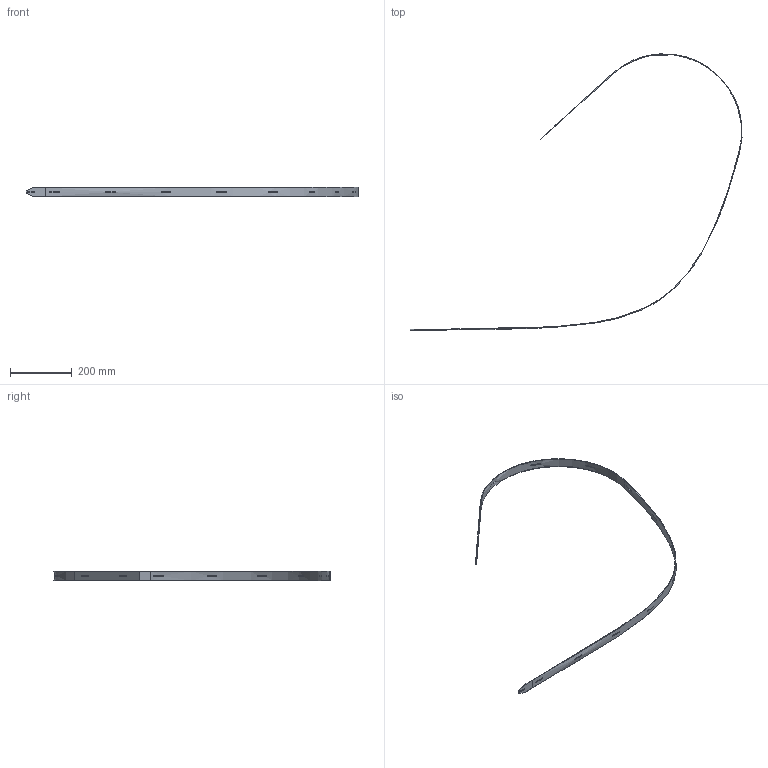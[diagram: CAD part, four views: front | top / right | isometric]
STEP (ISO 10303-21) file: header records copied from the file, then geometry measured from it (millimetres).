
FILE_DESCRIPTION(/* description */ (''),/* implementation_level */ '2;1');
FILE_NAME(/* name */ 'DP-125_v0.3.stp',/* time_stamp */ '2018-10-25T16:16:33+02:00',/* author */ ('Kathryn Rosie'),/* organization */ (''),/* preprocessor_version */ 'ST-DEVELOPER v16.5',/* originating_system */ 'Autodesk Inventor 2017',/* authorisation */ '');
FILE_SCHEMA (('AUTOMOTIVE_DESIGN { 1 0 10303 214 3 1 1 }'));
Length unit declared in the file: inch
Products named in the file (1): c7697_DP-125_slot_K2
Bounding box: 1072.81 x 892.52 x 30 mm (x, y, z)
Volume: 137650 mm3; surface area: 148913.7 mm2
Topology: 1 solids, 1 shells, 74 faces, 216 edges, 144 vertices
Faces by surface type: plane 66, cylinder 6, bspline 2
Entity records: 2869 total; most frequent: CARTESIAN_POINT 847, ORIENTED_EDGE 432, DIRECTION 358, EDGE_CURVE 216, LINE 156, VECTOR 156, VERTEX_POINT 144, EDGE_LOOP 104
